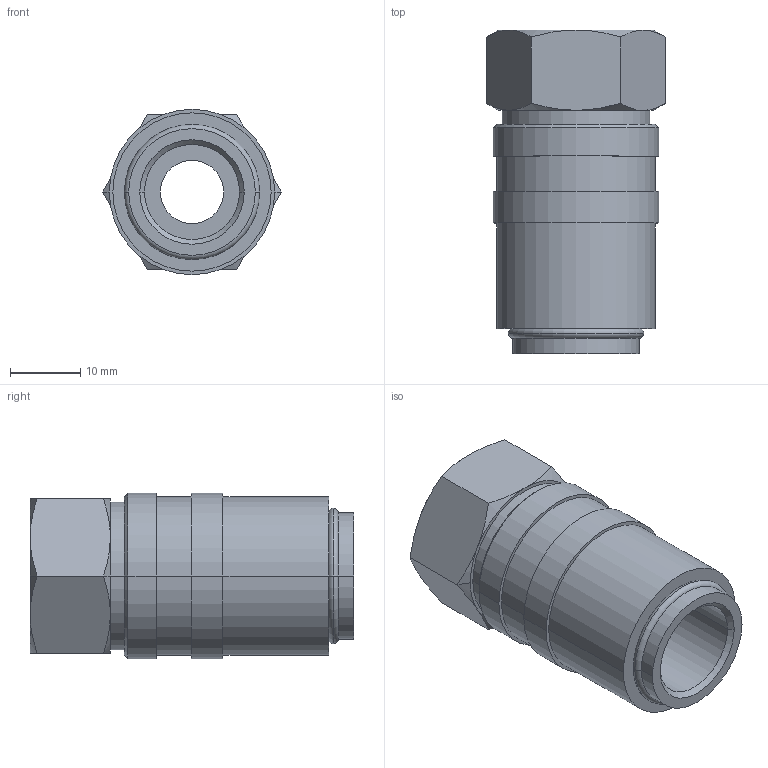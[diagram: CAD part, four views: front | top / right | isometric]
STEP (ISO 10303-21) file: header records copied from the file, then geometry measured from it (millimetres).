
FILE_DESCRIPTION(('STEP AP214'),'1');
FILE_NAME('esh_38_iab.stp','2020-04-22T06:07:37',('TraceParts'),('TraceParts S.A.'),'Spatial InterOp 3D',' ',' ');
FILE_SCHEMA(('automotive_design'));
Length unit declared in the file: millimetre
Products named in the file (1): 1
Bounding box: 25.4 x 46 x 23.5 mm (x, y, z)
Volume: 13042.8 mm3; surface area: 5856.5 mm2
Topology: 1 solids, 1 shells, 60 faces, 125 edges, 75 vertices
Faces by surface type: cone 22, cylinder 18, plane 16, torus 4
Entity records: 2120 total; most frequent: CARTESIAN_POINT 357, DIRECTION 290, ORIENTED_EDGE 250, AXIS2_PLACEMENT_3D 128, EDGE_CURVE 125, VERTEX_POINT 75, EDGE_LOOP 70, CIRCLE 67
